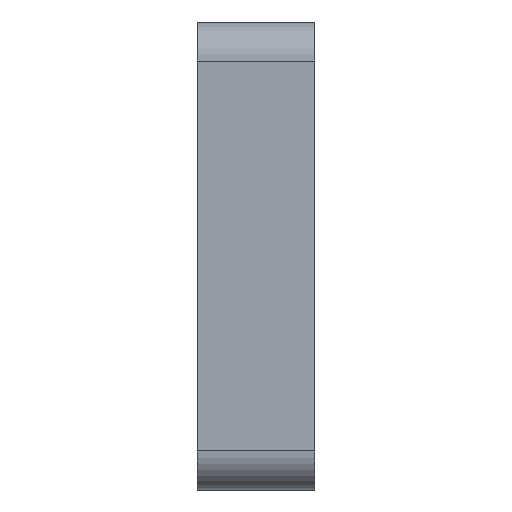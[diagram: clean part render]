
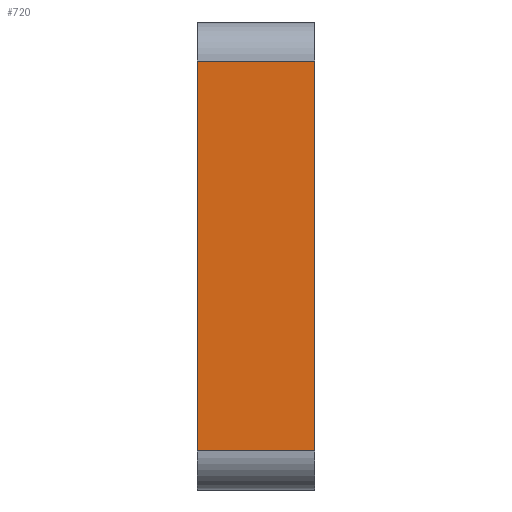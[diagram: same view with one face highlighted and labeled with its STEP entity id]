
A CAD part, left-side view. The second image highlights one B-rep face of the part: STEP entity #720.
In plain terms, the highlighted planar face has unit normal (-1, 0, 0).
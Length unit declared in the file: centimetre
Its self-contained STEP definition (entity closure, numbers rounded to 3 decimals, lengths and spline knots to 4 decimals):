
#42=LINE('',#1205,#74);
#43=LINE('',#1208,#75);
#44=LINE('',#1210,#76);
#45=LINE('',#1211,#77);
#74=VECTOR('',#1007,1.);
#75=VECTOR('',#1010,1.);
#76=VECTOR('',#1011,1.);
#77=VECTOR('',#1012,1.);
#88=PLANE('',#809);
#180=FACE_OUTER_BOUND('',#236,.T.);
#236=EDGE_LOOP('',(#576,#577,#578,#579));
#396=VERTEX_POINT('',#1201);
#397=VERTEX_POINT('',#1203);
#398=VERTEX_POINT('',#1207);
#399=VERTEX_POINT('',#1209);
#478=EDGE_CURVE('',#396,#397,#42,.T.);
#479=EDGE_CURVE('',#396,#398,#43,.T.);
#480=EDGE_CURVE('',#399,#397,#44,.T.);
#481=EDGE_CURVE('',#398,#399,#45,.T.);
#576=ORIENTED_EDGE('',*,*,#479,.F.);
#577=ORIENTED_EDGE('',*,*,#478,.T.);
#578=ORIENTED_EDGE('',*,*,#480,.F.);
#579=ORIENTED_EDGE('',*,*,#481,.F.);
#720=ADVANCED_FACE('',(#180),#88,.T.);
#809=AXIS2_PLACEMENT_3D('',#1206,#1008,#1009);
#1007=DIRECTION('',(0.,1.,0.));
#1008=DIRECTION('center_axis',(-1.,0.,0.));
#1009=DIRECTION('ref_axis',(0.,0.,1.));
#1010=DIRECTION('',(0.,0.,-1.));
#1011=DIRECTION('',(0.,0.,1.));
#1012=DIRECTION('',(0.,1.,0.));
#1201=CARTESIAN_POINT('',(0.,0.,-0.3175));
#1203=CARTESIAN_POINT('',(0.,0.9525,-0.3175));
#1205=CARTESIAN_POINT('',(0.,0.,-0.3175));
#1206=CARTESIAN_POINT('Origin',(0.,0.,-3.4925));
#1207=CARTESIAN_POINT('',(0.,0.,-3.4925));
#1208=CARTESIAN_POINT('',(0.,0.,-1.27));
#1209=CARTESIAN_POINT('',(0.,0.9525,-3.4925));
#1210=CARTESIAN_POINT('',(0.,0.9525,-1.27));
#1211=CARTESIAN_POINT('',(0.,0.,-3.4925));
